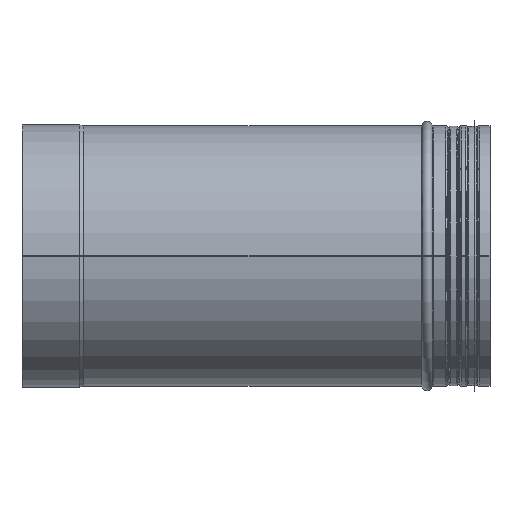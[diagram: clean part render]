
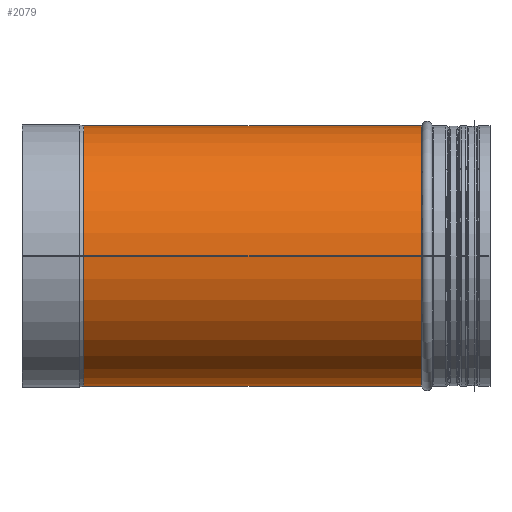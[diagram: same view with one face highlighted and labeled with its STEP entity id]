
A CAD part, left-side view. The second image highlights one B-rep face of the part: STEP entity #2079.
In plain terms, the highlighted cylindrical face has radius 158.5 mm (diameter 317 mm), a partial arc.
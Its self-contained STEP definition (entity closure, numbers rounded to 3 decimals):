
#170=CIRCLE('',#2308,158.5);
#171=CIRCLE('',#2310,158.5);
#265=LINE('',#3419,#389);
#282=LINE('',#3470,#406);
#389=VECTOR('',#2564,410.859);
#406=VECTOR('',#2613,410.859);
#546=FACE_BOUND('',#789,.T.);
#643=FACE_OUTER_BOUND('',#788,.T.);
#788=EDGE_LOOP('',(#1603,#1604,#1605,#1606));
#789=EDGE_LOOP('',(#1607));
#873=B_SPLINE_CURVE_WITH_KNOTS('',3,(#3226,#3227,#3228,#3229,#3230,#3231,
#3232,#3233,#3234,#3235,#3236,#3237,#3238,#3239,#3240,#3241,#3242,#3243,
#3244,#3245,#3246,#3247,#3248,#3249,#3250,#3251,#3252,#3253,#3254,#3255,
#3256,#3257,#3258,#3259,#3260,#3261,#3262,#3263,#3264,#3265,#3266,#3267,
#3268,#3269,#3270,#3271,#3272,#3273,#3274,#3275,#3276,#3277,#3278,#3279,
#3280,#3281,#3282,#3283,#3284,#3285,#3286,#3287,#3288,#3289,#3290,#3291,
#3292,#3293,#3294,#3295,#3296,#3297,#3298,#3299),.UNSPECIFIED.,.T.,.F.,
(4,2,2,2,2,2,2,2,2,2,2,2,2,2,2,2,2,2,2,2,2,2,2,2,2,2,2,2,2,2,2,2,2,2,2,
2,4),(0.,1.289,2.579,5.157,7.736,
10.315,12.816,15.318,17.819,20.321,
22.822,25.324,27.825,30.327,32.906,
35.484,38.063,39.352,40.642,41.931,
43.22,45.799,48.377,50.956,53.458,
55.959,58.461,60.962,63.464,65.965,
68.467,70.969,73.547,76.126,78.705,
79.994,81.283),.UNSPECIFIED.);
#877=VERTEX_POINT('',#3225);
#916=VERTEX_POINT('',#3412);
#918=VERTEX_POINT('',#3418);
#934=VERTEX_POINT('',#3463);
#936=VERTEX_POINT('',#3469);
#1025=EDGE_CURVE('',#877,#877,#873,.T.);
#1084=EDGE_CURVE('',#918,#916,#265,.T.);
#1109=EDGE_CURVE('',#934,#936,#282,.T.);
#1204=EDGE_CURVE('',#934,#918,#170,.T.);
#1205=EDGE_CURVE('',#936,#916,#171,.T.);
#1603=ORIENTED_EDGE('',*,*,#1084,.T.);
#1604=ORIENTED_EDGE('',*,*,#1205,.F.);
#1605=ORIENTED_EDGE('',*,*,#1109,.F.);
#1606=ORIENTED_EDGE('',*,*,#1204,.T.);
#1607=ORIENTED_EDGE('',*,*,#1025,.T.);
#1836=CYLINDRICAL_SURFACE('',#2309,158.5);
#2079=ADVANCED_FACE('',(#643,#546),#1836,.T.);
#2308=AXIS2_PLACEMENT_3D('',#3657,#2857,#2858);
#2309=AXIS2_PLACEMENT_3D('',#3658,#2859,#2860);
#2310=AXIS2_PLACEMENT_3D('',#3659,#2861,#2862);
#2564=DIRECTION('',(0.,-1.,0.));
#2613=DIRECTION('',(0.,-1.,0.));
#2857=DIRECTION('center_axis',(0.,-1.,0.));
#2858=DIRECTION('ref_axis',(-1.,0.,0.));
#2859=DIRECTION('center_axis',(0.,-1.,0.));
#2860=DIRECTION('ref_axis',(-1.,0.,0.));
#2861=DIRECTION('center_axis',(0.,-1.,0.));
#2862=DIRECTION('ref_axis',(-1.,0.,0.));
#3225=CARTESIAN_POINT('',(96.157,320.,126.));
#3226=CARTESIAN_POINT('Ctrl Pts',(96.157,320.,126.));
#3227=CARTESIAN_POINT('Ctrl Pts',(96.157,324.298,126.));
#3228=CARTESIAN_POINT('Ctrl Pts',(96.448,328.582,125.78));
#3229=CARTESIAN_POINT('Ctrl Pts',(97.57,337.066,124.912));
#3230=CARTESIAN_POINT('Ctrl Pts',(98.4,341.268,124.264));
#3231=CARTESIAN_POINT('Ctrl Pts',(101.569,353.676,121.71));
#3232=CARTESIAN_POINT('Ctrl Pts',(104.587,361.69,119.19));
#3233=CARTESIAN_POINT('Ctrl Pts',(111.528,376.903,112.722));
#3234=CARTESIAN_POINT('Ctrl Pts',(115.447,384.115,108.768));
#3235=CARTESIAN_POINT('Ctrl Pts',(123.367,397.473,99.695));
#3236=CARTESIAN_POINT('Ctrl Pts',(127.365,403.617,94.574));
#3237=CARTESIAN_POINT('Ctrl Pts',(134.701,414.41,83.781));
#3238=CARTESIAN_POINT('Ctrl Pts',(138.33,419.492,77.734));
#3239=CARTESIAN_POINT('Ctrl Pts',(145.021,428.602,64.396));
#3240=CARTESIAN_POINT('Ctrl Pts',(148.079,432.63,57.103));
#3241=CARTESIAN_POINT('Ctrl Pts',(153.141,439.208,41.665));
#3242=CARTESIAN_POINT('Ctrl Pts',(155.149,441.762,33.5));
#3243=CARTESIAN_POINT('Ctrl Pts',(157.829,445.159,16.838));
#3244=CARTESIAN_POINT('Ctrl Pts',(158.5,446.,8.339));
#3245=CARTESIAN_POINT('Ctrl Pts',(158.5,446.,-8.339));
#3246=CARTESIAN_POINT('Ctrl Pts',(157.829,445.159,-16.838));
#3247=CARTESIAN_POINT('Ctrl Pts',(155.149,441.762,-33.5));
#3248=CARTESIAN_POINT('Ctrl Pts',(153.141,439.208,-41.665));
#3249=CARTESIAN_POINT('Ctrl Pts',(148.079,432.63,-57.103));
#3250=CARTESIAN_POINT('Ctrl Pts',(145.021,428.602,-64.396));
#3251=CARTESIAN_POINT('Ctrl Pts',(138.33,419.492,-77.734));
#3252=CARTESIAN_POINT('Ctrl Pts',(134.701,414.41,-83.781));
#3253=CARTESIAN_POINT('Ctrl Pts',(127.365,403.617,-94.574));
#3254=CARTESIAN_POINT('Ctrl Pts',(123.367,397.473,-99.695));
#3255=CARTESIAN_POINT('Ctrl Pts',(115.447,384.115,-108.768));
#3256=CARTESIAN_POINT('Ctrl Pts',(111.528,376.903,-112.722));
#3257=CARTESIAN_POINT('Ctrl Pts',(104.587,361.69,-119.19));
#3258=CARTESIAN_POINT('Ctrl Pts',(101.569,353.676,-121.71));
#3259=CARTESIAN_POINT('Ctrl Pts',(98.4,341.268,-124.264));
#3260=CARTESIAN_POINT('Ctrl Pts',(97.57,337.066,-124.912));
#3261=CARTESIAN_POINT('Ctrl Pts',(96.448,328.582,-125.78));
#3262=CARTESIAN_POINT('Ctrl Pts',(96.157,324.298,-126.));
#3263=CARTESIAN_POINT('Ctrl Pts',(96.157,315.702,-126.));
#3264=CARTESIAN_POINT('Ctrl Pts',(96.448,311.418,-125.78));
#3265=CARTESIAN_POINT('Ctrl Pts',(97.57,302.934,-124.912));
#3266=CARTESIAN_POINT('Ctrl Pts',(98.4,298.732,-124.264));
#3267=CARTESIAN_POINT('Ctrl Pts',(101.569,286.324,-121.71));
#3268=CARTESIAN_POINT('Ctrl Pts',(104.587,278.31,-119.19));
#3269=CARTESIAN_POINT('Ctrl Pts',(111.528,263.097,-112.722));
#3270=CARTESIAN_POINT('Ctrl Pts',(115.447,255.885,-108.768));
#3271=CARTESIAN_POINT('Ctrl Pts',(123.367,242.527,-99.695));
#3272=CARTESIAN_POINT('Ctrl Pts',(127.365,236.383,-94.574));
#3273=CARTESIAN_POINT('Ctrl Pts',(134.701,225.59,-83.781));
#3274=CARTESIAN_POINT('Ctrl Pts',(138.33,220.508,-77.734));
#3275=CARTESIAN_POINT('Ctrl Pts',(145.021,211.398,-64.396));
#3276=CARTESIAN_POINT('Ctrl Pts',(148.079,207.37,-57.103));
#3277=CARTESIAN_POINT('Ctrl Pts',(153.141,200.792,-41.665));
#3278=CARTESIAN_POINT('Ctrl Pts',(155.149,198.238,-33.5));
#3279=CARTESIAN_POINT('Ctrl Pts',(157.829,194.841,-16.838));
#3280=CARTESIAN_POINT('Ctrl Pts',(158.5,194.,-8.339));
#3281=CARTESIAN_POINT('Ctrl Pts',(158.5,194.,8.339));
#3282=CARTESIAN_POINT('Ctrl Pts',(157.829,194.841,16.838));
#3283=CARTESIAN_POINT('Ctrl Pts',(155.149,198.238,33.5));
#3284=CARTESIAN_POINT('Ctrl Pts',(153.141,200.792,41.665));
#3285=CARTESIAN_POINT('Ctrl Pts',(148.079,207.37,57.103));
#3286=CARTESIAN_POINT('Ctrl Pts',(145.021,211.398,64.396));
#3287=CARTESIAN_POINT('Ctrl Pts',(138.33,220.508,77.734));
#3288=CARTESIAN_POINT('Ctrl Pts',(134.701,225.59,83.781));
#3289=CARTESIAN_POINT('Ctrl Pts',(127.365,236.383,94.574));
#3290=CARTESIAN_POINT('Ctrl Pts',(123.367,242.527,99.695));
#3291=CARTESIAN_POINT('Ctrl Pts',(115.447,255.885,108.768));
#3292=CARTESIAN_POINT('Ctrl Pts',(111.528,263.097,112.722));
#3293=CARTESIAN_POINT('Ctrl Pts',(104.587,278.31,119.19));
#3294=CARTESIAN_POINT('Ctrl Pts',(101.569,286.324,121.71));
#3295=CARTESIAN_POINT('Ctrl Pts',(98.4,298.732,124.264));
#3296=CARTESIAN_POINT('Ctrl Pts',(97.57,302.934,124.912));
#3297=CARTESIAN_POINT('Ctrl Pts',(96.448,311.418,125.78));
#3298=CARTESIAN_POINT('Ctrl Pts',(96.157,315.702,126.));
#3299=CARTESIAN_POINT('Ctrl Pts',(96.157,320.,126.));
#3412=CARTESIAN_POINT('',(-158.5,83.828,0.277));
#3418=CARTESIAN_POINT('',(-158.5,494.688,0.277));
#3419=CARTESIAN_POINT('',(-158.5,494.688,0.277));
#3463=CARTESIAN_POINT('',(-158.5,494.688,0.));
#3469=CARTESIAN_POINT('',(-158.5,83.828,0.));
#3470=CARTESIAN_POINT('',(-158.5,494.688,0.));
#3657=CARTESIAN_POINT('Origin',(0.,494.688,0.));
#3658=CARTESIAN_POINT('Origin',(0.,279.233,0.));
#3659=CARTESIAN_POINT('Origin',(0.,83.828,0.));
